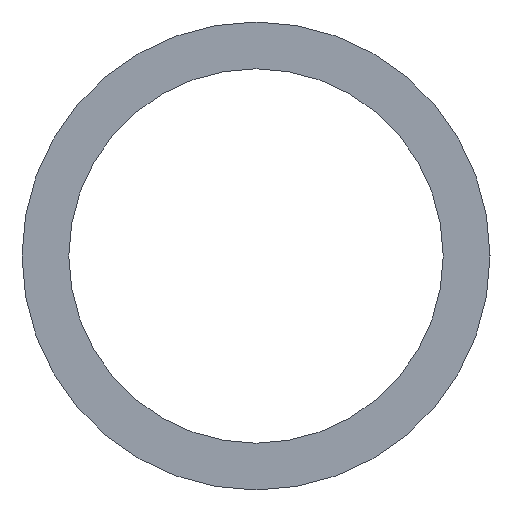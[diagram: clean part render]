
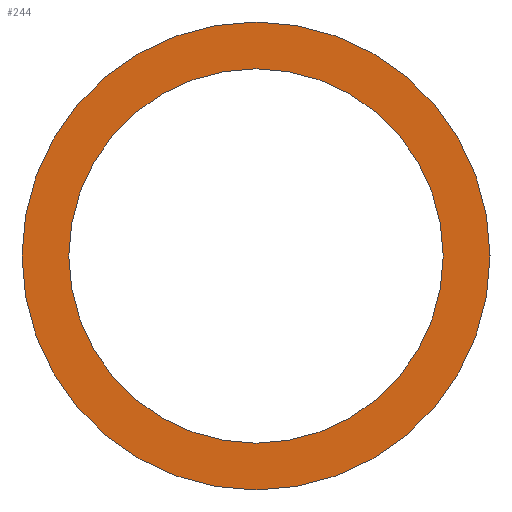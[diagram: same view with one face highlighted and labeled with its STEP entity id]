
A CAD part, left-side view. The second image highlights one B-rep face of the part: STEP entity #244.
In plain terms, the highlighted planar face has unit normal (-1, 0, 0).
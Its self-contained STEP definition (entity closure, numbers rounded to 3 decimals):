
#26 = FACE_OUTER_BOUND ( 'NONE', #213, .T. ) ;
#63 = AXIS2_PLACEMENT_3D ( 'NONE', #98, #156, #131 ) ;
#67 = AXIS2_PLACEMENT_3D ( 'NONE', #114, #157, #142 ) ;
#68 = AXIS2_PLACEMENT_3D ( 'NONE', #93, #171, #144 ) ;
#69 = AXIS2_PLACEMENT_3D ( 'NONE', #145, #104, #99 ) ;
#74 = AXIS2_PLACEMENT_3D ( 'NONE', #150, #134, #130 ) ;
#84 = EDGE_CURVE ( 'NONE', #214, #187, #233, .T. ) ;
#86 = EDGE_CURVE ( 'NONE', #176, #227, #216, .T. ) ;
#87 = EDGE_CURVE ( 'NONE', #227, #176, #192, .T. ) ;
#88 = EDGE_CURVE ( 'NONE', #187, #214, #194, .T. ) ;
#90 = CARTESIAN_POINT ( 'NONE',  ( -50., 0., -7.5 ) ) ;
#92 = CARTESIAN_POINT ( 'NONE',  ( -50., 0., 7.5 ) ) ;
#93 = CARTESIAN_POINT ( 'NONE',  ( -50., 0., 0. ) ) ;
#98 = CARTESIAN_POINT ( 'NONE',  ( -50., 0., 0. ) ) ;
#99 = DIRECTION ( 'NONE',  ( 0., 0., -1. ) ) ;
#104 = DIRECTION ( 'NONE',  ( 1., 0., 0. ) ) ;
#114 = CARTESIAN_POINT ( 'NONE',  ( -50., 0., 0. ) ) ;
#121 = CARTESIAN_POINT ( 'NONE',  ( -50., 0., -6. ) ) ;
#130 = DIRECTION ( 'NONE',  ( 0., 0., -1. ) ) ;
#131 = DIRECTION ( 'NONE',  ( 0., 0., -1. ) ) ;
#134 = DIRECTION ( 'NONE',  ( 1., 0., 0. ) ) ;
#137 = PLANE ( 'NONE',  #63 ) ;
#142 = DIRECTION ( 'NONE',  ( 0., 0., -1. ) ) ;
#144 = DIRECTION ( 'NONE',  ( 0., 0., -1. ) ) ;
#145 = CARTESIAN_POINT ( 'NONE',  ( -50., 0., 0. ) ) ;
#146 = CARTESIAN_POINT ( 'NONE',  ( -50., 0., 6. ) ) ;
#150 = CARTESIAN_POINT ( 'NONE',  ( -50., 0., 0. ) ) ;
#156 = DIRECTION ( 'NONE',  ( 1., 0., 0. ) ) ;
#157 = DIRECTION ( 'NONE',  ( 1., 0., 0. ) ) ;
#171 = DIRECTION ( 'NONE',  ( 1., 0., 0. ) ) ;
#176 = VERTEX_POINT ( 'NONE', #90 ) ;
#184 = FACE_BOUND ( 'NONE', #221, .T. ) ;
#187 = VERTEX_POINT ( 'NONE', #146 ) ;
#192 = CIRCLE ( 'NONE', #68, 7.5 ) ;
#194 = CIRCLE ( 'NONE', #69, 6. ) ;
#197 = ORIENTED_EDGE ( 'NONE', *, *, #84, .T. ) ;
#213 = EDGE_LOOP ( 'NONE', ( #236, #217 ) ) ;
#214 = VERTEX_POINT ( 'NONE', #121 ) ;
#216 = CIRCLE ( 'NONE', #67, 7.5 ) ;
#217 = ORIENTED_EDGE ( 'NONE', *, *, #86, .F. ) ;
#221 = EDGE_LOOP ( 'NONE', ( #225, #197 ) ) ;
#225 = ORIENTED_EDGE ( 'NONE', *, *, #88, .T. ) ;
#227 = VERTEX_POINT ( 'NONE', #92 ) ;
#233 = CIRCLE ( 'NONE', #74, 6. ) ;
#236 = ORIENTED_EDGE ( 'NONE', *, *, #87, .F. ) ;
#244 = ADVANCED_FACE ( 'NONE', ( #184, #26 ), #137, .F. ) ;
